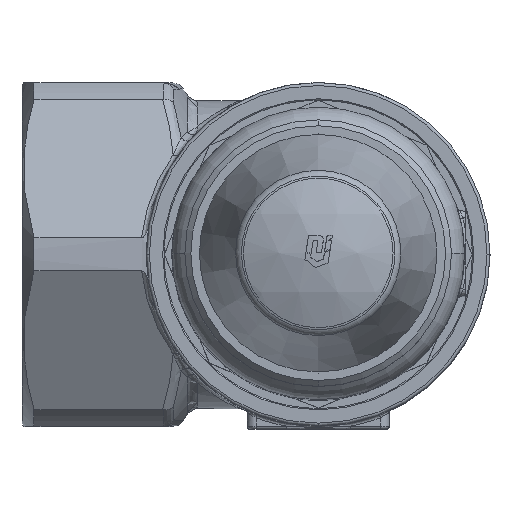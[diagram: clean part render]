
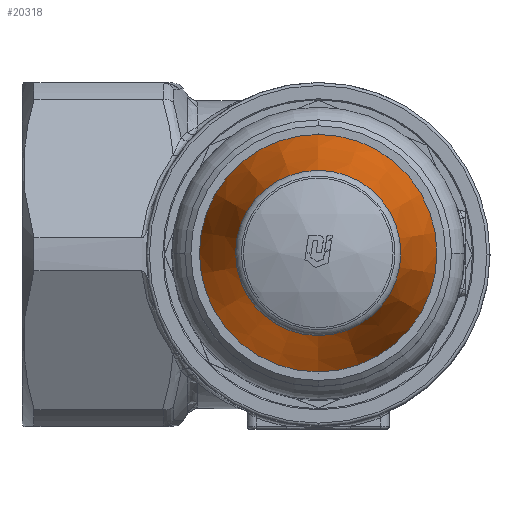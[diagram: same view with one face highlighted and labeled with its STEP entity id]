
A CAD part, top view. The second image highlights one B-rep face of the part: STEP entity #20318.
In plain terms, the highlighted conical face has half-angle 15 degrees and reference radius 13.945 mm.
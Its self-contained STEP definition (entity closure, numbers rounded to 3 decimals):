
#20251=CARTESIAN_POINT('',(0.,-13.945,173.472));
#20252=VERTEX_POINT('',#20251);
#20265=CARTESIAN_POINT('',(0.,13.945,173.472));
#20266=VERTEX_POINT('',#20265);
#20267=CARTESIAN_POINT('',(0.,0.,173.472));
#20268=DIRECTION('',(0.,-0.,-1.));
#20269=DIRECTION('',(0.,-1.,0.));
#20270=AXIS2_PLACEMENT_3D('',#20267,#20268,#20269);
#20271=CIRCLE('',#20270,13.945);
#20272=EDGE_CURVE('NONE',#20266,#20252,#20271,.T.);
#20274=CARTESIAN_POINT('',(0.,0.,173.472));
#20275=DIRECTION('',(0.,-0.,-1.));
#20276=DIRECTION('',(0.,-1.,0.));
#20277=AXIS2_PLACEMENT_3D('',#20274,#20275,#20276);
#20278=CIRCLE('',#20277,13.945);
#20279=EDGE_CURVE('NONE',#20252,#20266,#20278,.T.);
#20284=CARTESIAN_POINT('',(0.,0.,173.472));
#20285=DIRECTION('',(0.,-0.,-1.));
#20286=DIRECTION('',(0.,-1.,0.));
#20287=AXIS2_PLACEMENT_3D('',#20284,#20285,#20286);
#20288=CONICAL_SURFACE('',#20287,13.945,15.);
#20289=CARTESIAN_POINT('',(0.,-20.1,150.5));
#20290=VERTEX_POINT('',#20289);
#20291=CARTESIAN_POINT('',(0.,-20.1,150.5));
#20292=DIRECTION('',(-0.,0.259,0.966));
#20293=VECTOR('',#20292,23.782);
#20294=LINE('',#20291,#20293);
#20295=EDGE_CURVE('',#20290,#20252,#20294,.T.);
#20296=ORIENTED_EDGE('',*,*,#20295,.T.);
#20297=ORIENTED_EDGE('',*,*,#20279,.T.);
#20298=ORIENTED_EDGE('',*,*,#20272,.T.);
#20299=ORIENTED_EDGE('',*,*,#20295,.F.);
#20300=CARTESIAN_POINT('',(-0.,20.1,150.5));
#20301=VERTEX_POINT('',#20300);
#20302=CARTESIAN_POINT('',(0.,0.,150.5));
#20303=DIRECTION('',(0.,-0.,-1.));
#20304=DIRECTION('',(0.,-1.,0.));
#20305=AXIS2_PLACEMENT_3D('',#20302,#20303,#20304);
#20306=CIRCLE('',#20305,20.1);
#20307=EDGE_CURVE('NONE',#20301,#20290,#20306,.T.);
#20308=ORIENTED_EDGE('',*,*,#20307,.F.);
#20309=CARTESIAN_POINT('',(0.,0.,150.5));
#20310=DIRECTION('',(0.,-0.,-1.));
#20311=DIRECTION('',(0.,-1.,0.));
#20312=AXIS2_PLACEMENT_3D('',#20309,#20310,#20311);
#20313=CIRCLE('',#20312,20.1);
#20314=EDGE_CURVE('NONE',#20290,#20301,#20313,.T.);
#20315=ORIENTED_EDGE('',*,*,#20314,.F.);
#20316=EDGE_LOOP('',(#20296,#20297,#20298,#20299,#20308,#20315));
#20317=FACE_BOUND('',#20316,.T.);
#20318=ADVANCED_FACE('NONE',(#20317),#20288,.T.);
